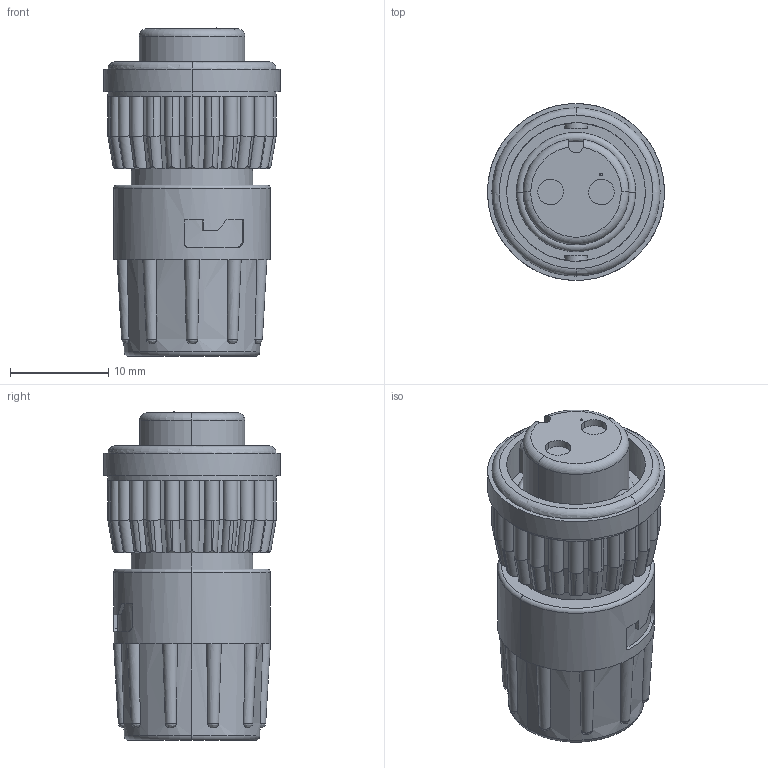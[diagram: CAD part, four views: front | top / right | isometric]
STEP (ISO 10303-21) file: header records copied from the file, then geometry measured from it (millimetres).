
FILE_DESCRIPTION (( 'STEP AP203' ), '1' );
FILE_NAME ('6382-2SG-3DC.STEP', '2015-11-13T14:25:29', ( '' ), ( '' ), 'SwSTEP 2.0', 'SolidWorks 2014', '' );
FILE_SCHEMA (( 'CONFIG_CONTROL_DESIGN' ));
Length unit declared in the file: inch
Products named in the file (1): 6382-2SG-3DC
Bounding box: 18.02 x 18.03 x 33.53 mm (x, y, z)
Volume: 5677.4 mm3; surface area: 2784 mm2
Topology: 1 solids, 1 shells, 308 faces, 872 edges, 579 vertices
Faces by surface type: cylinder 174, plane 72, torus 37, bspline 20, cone 4, sphere 1
Entity records: 17271 total; most frequent: CARTESIAN_POINT 10284, ORIENTED_EDGE 1740, DIRECTION 994, EDGE_CURVE 870, VERTEX_POINT 578, B_SPLINE_CURVE_WITH_KNOTS 547, AXIS2_PLACEMENT_3D 387, EDGE_LOOP 322
